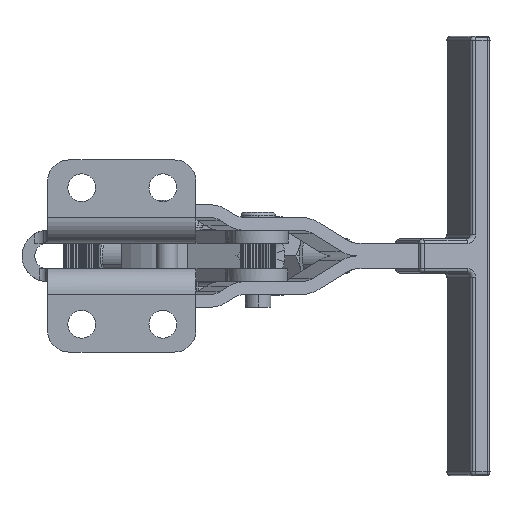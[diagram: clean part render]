
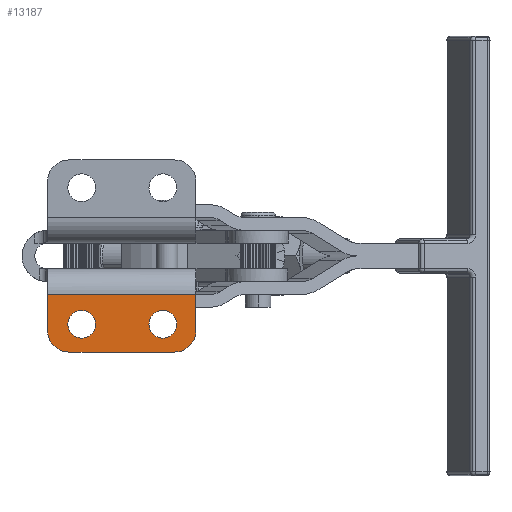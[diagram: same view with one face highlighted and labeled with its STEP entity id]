
A CAD part, front view. The second image highlights one B-rep face of the part: STEP entity #13187.
In plain terms, the highlighted planar face has unit normal (0, -1, 0).
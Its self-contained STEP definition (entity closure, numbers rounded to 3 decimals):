
#5884=CARTESIAN_POINT('',(29.385,-40.293,-27.458));
#5885=VERTEX_POINT('',#5884);
#5901=CARTESIAN_POINT('',(30.85,-40.293,-23.922));
#5902=VERTEX_POINT('',#5901);
#5909=CARTESIAN_POINT('',(25.85,-40.293,-23.922));
#5910=DIRECTION('',(0.0,1.,0.0));
#5911=DIRECTION('',(0.707,0.0,-0.707));
#5912=AXIS2_PLACEMENT_3D('',#5909,#5910,#5911);
#5913=CIRCLE('',#5912,5.);
#5914=EDGE_CURVE('',#5902,#5885,#5913,.T.);
#5926=CARTESIAN_POINT('',(-2.436,-40.293,-27.458));
#5927=VERTEX_POINT('',#5926);
#5943=CARTESIAN_POINT('',(1.1,-40.293,-28.922));
#5944=VERTEX_POINT('',#5943);
#5951=CARTESIAN_POINT('',(1.1,-40.293,-23.922));
#5952=DIRECTION('',(0.0,1.,0.0));
#5953=DIRECTION('',(-0.707,0.0,-0.707));
#5954=AXIS2_PLACEMENT_3D('',#5951,#5952,#5953);
#5955=CIRCLE('',#5954,5.);
#5956=EDGE_CURVE('',#5944,#5927,#5955,.T.);
#6071=CARTESIAN_POINT('',(7.35,-40.293,-22.422));
#6072=VERTEX_POINT('',#6071);
#6081=CARTESIAN_POINT('',(0.85,-40.293,-22.422));
#6082=VERTEX_POINT('',#6081);
#6083=CARTESIAN_POINT('',(4.1,-40.293,-22.422));
#6084=DIRECTION('',(0.0,1.0,0.0));
#6085=DIRECTION('',(1.0,0.0,0.0));
#6086=AXIS2_PLACEMENT_3D('',#6083,#6084,#6085);
#6087=CIRCLE('',#6086,3.25);
#6088=EDGE_CURVE('',#6082,#6072,#6087,.T.);
#6260=CARTESIAN_POINT('',(26.35,-40.293,-22.422));
#6261=VERTEX_POINT('',#6260);
#6270=CARTESIAN_POINT('',(19.85,-40.293,-22.422));
#6271=VERTEX_POINT('',#6270);
#6272=CARTESIAN_POINT('',(23.1,-40.293,-22.422));
#6273=DIRECTION('',(0.0,1.0,0.0));
#6274=DIRECTION('',(1.0,0.0,0.0));
#6275=AXIS2_PLACEMENT_3D('',#6272,#6273,#6274);
#6276=CIRCLE('',#6275,3.25);
#6277=EDGE_CURVE('',#6271,#6261,#6276,.T.);
#13112=CARTESIAN_POINT('',(13.475,-40.293,-20.672));
#13113=DIRECTION('',(0.0,1.0,0.0));
#13114=DIRECTION('',(0.0,0.0,1.0));
#13115=AXIS2_PLACEMENT_3D('',#13112,#13113,#13114);
#13116=PLANE('',#13115);
#13117=ORIENTED_EDGE('',*,*,#5914,.F.);
#13118=CARTESIAN_POINT('',(30.85,-40.293,-15.422));
#13119=VERTEX_POINT('',#13118);
#13120=CARTESIAN_POINT('',(30.85,-40.293,-15.422));
#13121=DIRECTION('',(0.0,0.0,-1.0));
#13122=VECTOR('',#13121,8.5);
#13123=LINE('',#13120,#13122);
#13124=EDGE_CURVE('',#13119,#5902,#13123,.T.);
#13125=ORIENTED_EDGE('',*,*,#13124,.F.);
#13126=CARTESIAN_POINT('',(-3.9,-40.293,-15.422));
#13127=VERTEX_POINT('',#13126);
#13128=CARTESIAN_POINT('',(30.85,-40.293,-15.422));
#13129=DIRECTION('',(-1.0,0.0,0.0));
#13130=VECTOR('',#13129,34.75);
#13131=LINE('',#13128,#13130);
#13132=EDGE_CURVE('',#13119,#13127,#13131,.T.);
#13133=ORIENTED_EDGE('',*,*,#13132,.T.);
#13134=CARTESIAN_POINT('',(-3.9,-40.293,-23.922));
#13135=VERTEX_POINT('',#13134);
#13136=CARTESIAN_POINT('',(-3.9,-40.293,-23.922));
#13137=DIRECTION('',(0.0,0.0,1.0));
#13138=VECTOR('',#13137,8.5);
#13139=LINE('',#13136,#13138);
#13140=EDGE_CURVE('',#13135,#13127,#13139,.T.);
#13141=ORIENTED_EDGE('',*,*,#13140,.F.);
#13142=CARTESIAN_POINT('',(1.1,-40.293,-23.922));
#13143=DIRECTION('',(0.0,1.,0.0));
#13144=DIRECTION('',(-0.707,0.0,-0.707));
#13145=AXIS2_PLACEMENT_3D('',#13142,#13143,#13144);
#13146=CIRCLE('',#13145,5.);
#13147=EDGE_CURVE('',#5927,#13135,#13146,.T.);
#13148=ORIENTED_EDGE('',*,*,#13147,.F.);
#13149=ORIENTED_EDGE('',*,*,#5956,.F.);
#13150=CARTESIAN_POINT('',(25.85,-40.293,-28.922));
#13151=VERTEX_POINT('',#13150);
#13152=CARTESIAN_POINT('',(25.85,-40.293,-28.922));
#13153=DIRECTION('',(-1.0,0.0,0.0));
#13154=VECTOR('',#13153,24.75);
#13155=LINE('',#13152,#13154);
#13156=EDGE_CURVE('',#13151,#5944,#13155,.T.);
#13157=ORIENTED_EDGE('',*,*,#13156,.F.);
#13158=CARTESIAN_POINT('',(25.85,-40.293,-23.922));
#13159=DIRECTION('',(0.0,1.,0.0));
#13160=DIRECTION('',(0.707,0.0,-0.707));
#13161=AXIS2_PLACEMENT_3D('',#13158,#13159,#13160);
#13162=CIRCLE('',#13161,5.);
#13163=EDGE_CURVE('',#5885,#13151,#13162,.T.);
#13164=ORIENTED_EDGE('',*,*,#13163,.F.);
#13165=EDGE_LOOP('',(#13117,#13125,#13133,#13141,#13148,#13149,#13157,#13164));
#13166=FACE_OUTER_BOUND('',#13165,.T.);
#13167=ORIENTED_EDGE('',*,*,#6088,.T.);
#13168=CARTESIAN_POINT('',(4.1,-40.293,-22.422));
#13169=DIRECTION('',(0.0,1.0,0.0));
#13170=DIRECTION('',(1.0,0.0,0.0));
#13171=AXIS2_PLACEMENT_3D('',#13168,#13169,#13170);
#13172=CIRCLE('',#13171,3.25);
#13173=EDGE_CURVE('',#6072,#6082,#13172,.T.);
#13174=ORIENTED_EDGE('',*,*,#13173,.T.);
#13175=EDGE_LOOP('',(#13167,#13174));
#13176=FACE_BOUND('',#13175,.T.);
#13177=ORIENTED_EDGE('',*,*,#6277,.T.);
#13178=CARTESIAN_POINT('',(23.1,-40.293,-22.422));
#13179=DIRECTION('',(0.0,1.0,0.0));
#13180=DIRECTION('',(1.0,0.0,0.0));
#13181=AXIS2_PLACEMENT_3D('',#13178,#13179,#13180);
#13182=CIRCLE('',#13181,3.25);
#13183=EDGE_CURVE('',#6261,#6271,#13182,.T.);
#13184=ORIENTED_EDGE('',*,*,#13183,.T.);
#13185=EDGE_LOOP('',(#13177,#13184));
#13186=FACE_BOUND('',#13185,.T.);
#13187=ADVANCED_FACE('',(#13166,#13176,#13186),#13116,.F.);
